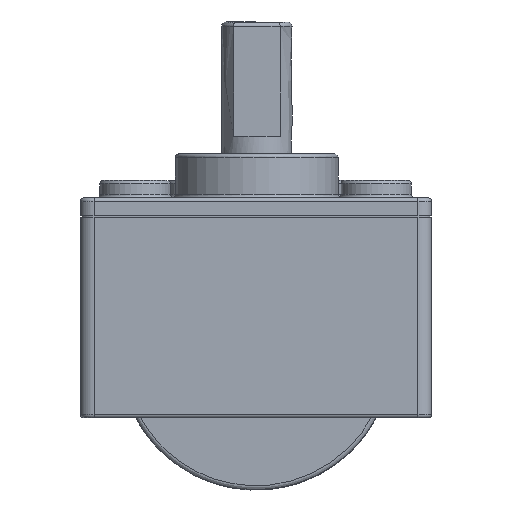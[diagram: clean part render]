
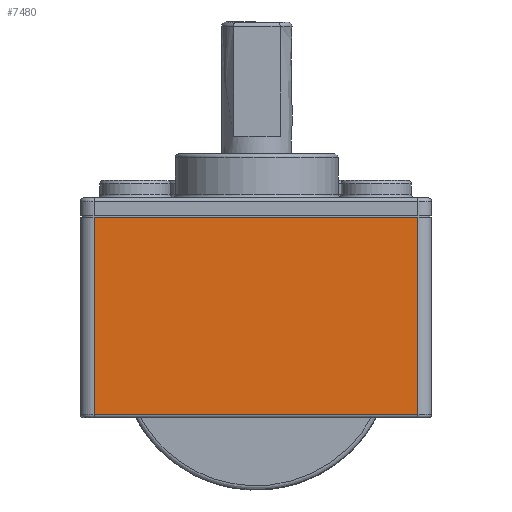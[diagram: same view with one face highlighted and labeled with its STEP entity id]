
A CAD part, front view. The second image highlights one B-rep face of the part: STEP entity #7480.
In plain terms, the highlighted free-form (B-spline) face has degree [1, 1] with [2, 2] control points.
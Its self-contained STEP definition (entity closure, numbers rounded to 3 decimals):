
#6861 = VERTEX_POINT('',#6862);
#6862 = CARTESIAN_POINT('',(-14.741,-20.029,
    18.266));
#6868 = EDGE_CURVE('',#6869,#6861,#6871,.T.);
#6869 = VERTEX_POINT('',#6870);
#6870 = CARTESIAN_POINT('',(14.741,-20.029,
    18.266));
#6871 = B_SPLINE_CURVE_WITH_KNOTS('',1,(#6872,#6873),.UNSPECIFIED.,.F.,
  .F.,(2,2),(0.,36.8),.PIECEWISE_BEZIER_KNOTS.);
#6872 = CARTESIAN_POINT('',(14.741,-20.029,
    18.266));
#6873 = CARTESIAN_POINT('',(-14.741,-20.029,
    18.266));
#6959 = EDGE_CURVE('',#6960,#6869,#6962,.T.);
#6960 = VERTEX_POINT('',#6961);
#6961 = CARTESIAN_POINT('',(14.741,-20.029,
    0.32));
#6962 = B_SPLINE_CURVE_WITH_KNOTS('',1,(#6963,#6964),.UNSPECIFIED.,.F.,
  .F.,(2,2),(0.,22.4),.PIECEWISE_BEZIER_KNOTS.);
#6963 = CARTESIAN_POINT('',(14.741,-20.029,
    0.32));
#6964 = CARTESIAN_POINT('',(14.741,-20.029,
    18.266));
#7462 = VERTEX_POINT('',#7463);
#7463 = CARTESIAN_POINT('',(-14.741,-20.029,
    0.32));
#7469 = EDGE_CURVE('',#7462,#6861,#7470,.T.);
#7470 = B_SPLINE_CURVE_WITH_KNOTS('',1,(#7471,#7472),.UNSPECIFIED.,.F.,
  .F.,(2,2),(0.,22.4),.PIECEWISE_BEZIER_KNOTS.);
#7471 = CARTESIAN_POINT('',(-14.741,-20.029,
    0.32));
#7472 = CARTESIAN_POINT('',(-14.741,-20.029,
    18.266));
#7480 = ADVANCED_FACE('',(#7481),#7491,.T.);
#7481 = FACE_BOUND('',#7482,.T.);
#7482 = EDGE_LOOP('',(#7483,#7484,#7485,#7490));
#7483 = ORIENTED_EDGE('',*,*,#6868,.T.);
#7484 = ORIENTED_EDGE('',*,*,#7469,.F.);
#7485 = ORIENTED_EDGE('',*,*,#7486,.T.);
#7486 = EDGE_CURVE('',#7462,#6960,#7487,.T.);
#7487 = B_SPLINE_CURVE_WITH_KNOTS('',1,(#7488,#7489),.UNSPECIFIED.,.F.,
  .F.,(2,2),(0.,36.8),.PIECEWISE_BEZIER_KNOTS.);
#7488 = CARTESIAN_POINT('',(-14.741,-20.029,
    0.32));
#7489 = CARTESIAN_POINT('',(14.741,-20.029,
    0.32));
#7490 = ORIENTED_EDGE('',*,*,#6959,.T.);
#7491 = B_SPLINE_SURFACE_WITH_KNOTS('',1,1,(
    (#7492,#7493)
    ,(#7494,#7495
    )),.UNSPECIFIED.,.F.,.F.,.F.,(2,2),(2,2),(0.,36.8),(0.4,22.8),
  .PIECEWISE_BEZIER_KNOTS.);
#7492 = CARTESIAN_POINT('',(-14.741,-20.029,
    0.32));
#7493 = CARTESIAN_POINT('',(-14.741,-20.029,
    18.266));
#7494 = CARTESIAN_POINT('',(14.741,-20.029,
    0.32));
#7495 = CARTESIAN_POINT('',(14.741,-20.029,
    18.266));
